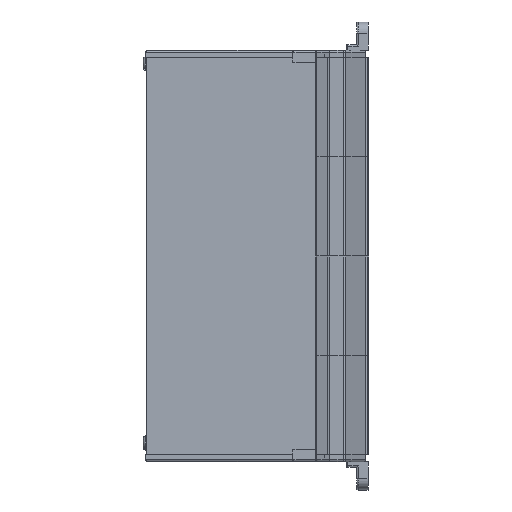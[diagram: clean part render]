
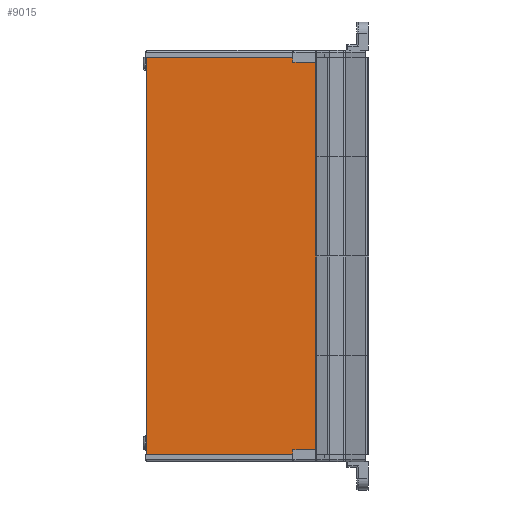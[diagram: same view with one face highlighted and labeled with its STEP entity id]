
A CAD part, left-side view. The second image highlights one B-rep face of the part: STEP entity #9015.
In plain terms, the highlighted planar face has unit normal (-1, 0, 0.002).
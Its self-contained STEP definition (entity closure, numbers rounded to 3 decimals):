
#3604 = VECTOR ( 'NONE', #11459, 1000. ) ;
#3642 = EDGE_CURVE ( 'NONE', #14775, #12762, #20862, .T. ) ;
#4968 = CARTESIAN_POINT ( 'NONE',  ( -34.75, 31., -142.3 ) ) ;
#5909 = FACE_OUTER_BOUND ( 'NONE', #10784, .T. ) ;
#6873 = DIRECTION ( 'NONE',  ( 0., -1., 0. ) ) ;
#7255 = DIRECTION ( 'NONE',  ( -1., 0., 0. ) ) ;
#9015 = ADVANCED_FACE ( 'NONE', ( #5909 ), #13578, .T. ) ;
#9366 = DIRECTION ( 'NONE',  ( 0., 0., 1. ) ) ;
#9403 = AXIS2_PLACEMENT_3D ( 'NONE', #4968, #7255, #11317 ) ;
#9655 = VERTEX_POINT ( 'NONE', #22500 ) ;
#10212 = VERTEX_POINT ( 'NONE', #13832 ) ;
#10613 = ORIENTED_EDGE ( 'NONE', *, *, #3642, .F. ) ;
#10784 = EDGE_LOOP ( 'NONE', ( #10613, #18115, #16686, #19577 ) ) ;
#10998 = LINE ( 'NONE', #15461, #17009 ) ;
#11317 = DIRECTION ( 'NONE',  ( 0., 0., 1. ) ) ;
#11459 = DIRECTION ( 'NONE',  ( 0., 0., 1. ) ) ;
#12762 = VERTEX_POINT ( 'NONE', #21297 ) ;
#13578 = PLANE ( 'NONE',  #9403 ) ;
#13832 = CARTESIAN_POINT ( 'NONE',  ( -34.75, -31., -142.3 ) ) ;
#14382 = VECTOR ( 'NONE', #23912, 1000. ) ;
#14775 = VERTEX_POINT ( 'NONE', #15499 ) ;
#15461 = CARTESIAN_POINT ( 'NONE',  ( -34.75, 31., -142.3 ) ) ;
#15499 = CARTESIAN_POINT ( 'NONE',  ( -34.75, 31., 0. ) ) ;
#16686 = ORIENTED_EDGE ( 'NONE', *, *, #25231, .T. ) ;
#17009 = VECTOR ( 'NONE', #9366, 1000. ) ;
#17833 = CARTESIAN_POINT ( 'NONE',  ( -34.75, -31., -142.3 ) ) ;
#18045 = EDGE_CURVE ( 'NONE', #9655, #14775, #10998, .T. ) ;
#18115 = ORIENTED_EDGE ( 'NONE', *, *, #18045, .F. ) ;
#19035 = CARTESIAN_POINT ( 'NONE',  ( -34.75, 31., -142.3 ) ) ;
#19577 = ORIENTED_EDGE ( 'NONE', *, *, #25873, .T. ) ;
#20254 = LINE ( 'NONE', #17833, #3604 ) ;
#20862 = LINE ( 'NONE', #21825, #14382 ) ;
#21297 = CARTESIAN_POINT ( 'NONE',  ( -34.75, -31., 0. ) ) ;
#21825 = CARTESIAN_POINT ( 'NONE',  ( -34.75, 31., 0. ) ) ;
#22500 = CARTESIAN_POINT ( 'NONE',  ( -34.75, 31., -142.3 ) ) ;
#22901 = LINE ( 'NONE', #19035, #25179 ) ;
#23912 = DIRECTION ( 'NONE',  ( 0., -1., 0. ) ) ;
#25179 = VECTOR ( 'NONE', #6873, 1000. ) ;
#25231 = EDGE_CURVE ( 'NONE', #9655, #10212, #22901, .T. ) ;
#25873 = EDGE_CURVE ( 'NONE', #10212, #12762, #20254, .T. ) ;
